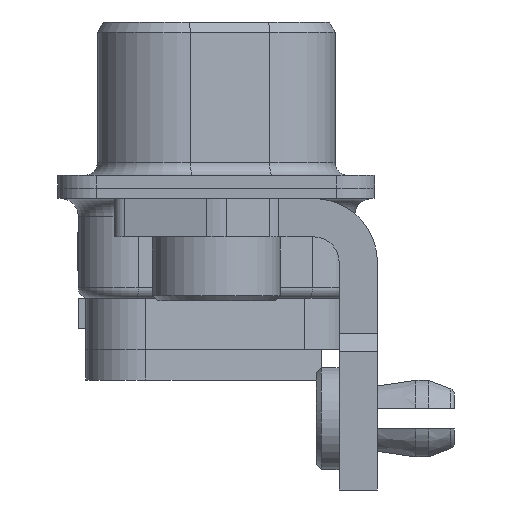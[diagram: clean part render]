
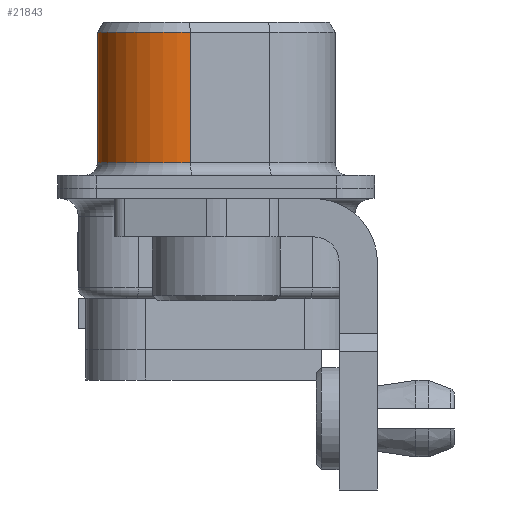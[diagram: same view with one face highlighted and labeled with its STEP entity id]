
A CAD part, left-side view. The second image highlights one B-rep face of the part: STEP entity #21843.
In plain terms, the highlighted cylindrical face has radius 3.1 mm (diameter 6.2 mm), a partial arc.
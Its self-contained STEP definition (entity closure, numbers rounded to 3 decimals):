
#1652=LINE('',#39050,#3524);
#1729=LINE('',#39254,#3601);
#3524=VECTOR('',#28737,1000.);
#3601=VECTOR('',#28894,1000.);
#4975=CIRCLE('',#24850,3.1);
#4976=CIRCLE('',#24851,3.1);
#5392=CYLINDRICAL_SURFACE('',#24849,3.1);
#8723=ORIENTED_EDGE('',*,*,#13293,.F.);
#8724=ORIENTED_EDGE('',*,*,#13192,.F.);
#8725=ORIENTED_EDGE('',*,*,#13294,.F.);
#8726=ORIENTED_EDGE('',*,*,#13291,.T.);
#13192=EDGE_CURVE('',#15763,#15761,#1652,.T.);
#13291=EDGE_CURVE('',#15851,#15850,#1729,.T.);
#13293=EDGE_CURVE('',#15761,#15850,#4975,.T.);
#13294=EDGE_CURVE('',#15851,#15763,#4976,.T.);
#15761=VERTEX_POINT('',#39045);
#15763=VERTEX_POINT('',#39049);
#15850=VERTEX_POINT('',#39253);
#15851=VERTEX_POINT('',#39255);
#17772=EDGE_LOOP('',(#8723,#8724,#8725,#8726));
#19480=FACE_BOUND('',#17772,.T.);
#21843=ADVANCED_FACE('',(#19480),#5392,.T.);
#24849=AXIS2_PLACEMENT_3D('',#39257,#28896,#28897);
#24850=AXIS2_PLACEMENT_3D('',#39258,#28898,#28899);
#24851=AXIS2_PLACEMENT_3D('',#39259,#28900,#28901);
#28737=DIRECTION('',(0.,0.,-1.));
#28894=DIRECTION('',(0.,0.,-1.));
#28896=DIRECTION('',(0.,0.,-1.));
#28897=DIRECTION('',(0.985,-0.174,0.));
#28898=DIRECTION('',(0.,0.,-1.));
#28899=DIRECTION('',(0.985,-0.174,0.));
#28900=DIRECTION('',(0.,0.,1.));
#28901=DIRECTION('',(0.766,0.643,0.));
#39045=CARTESIAN_POINT('',(25.1,4.65,-6.1));
#39049=CARTESIAN_POINT('',(25.1,4.65,-1.));
#39050=CARTESIAN_POINT('',(25.1,4.65,0.));
#39253=CARTESIAN_POINT('',(28.153,1.012,-6.1));
#39254=CARTESIAN_POINT('',(28.153,1.012,0.));
#39255=CARTESIAN_POINT('',(28.153,1.012,-1.));
#39257=CARTESIAN_POINT('',(25.1,1.55,0.));
#39258=CARTESIAN_POINT('',(25.1,1.55,-6.1));
#39259=CARTESIAN_POINT('',(25.1,1.55,-1.));
